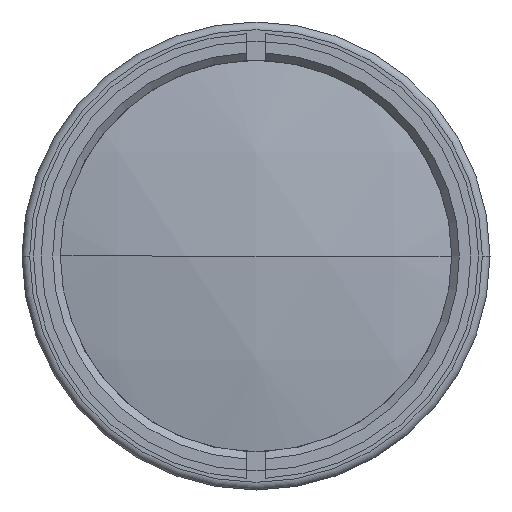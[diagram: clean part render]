
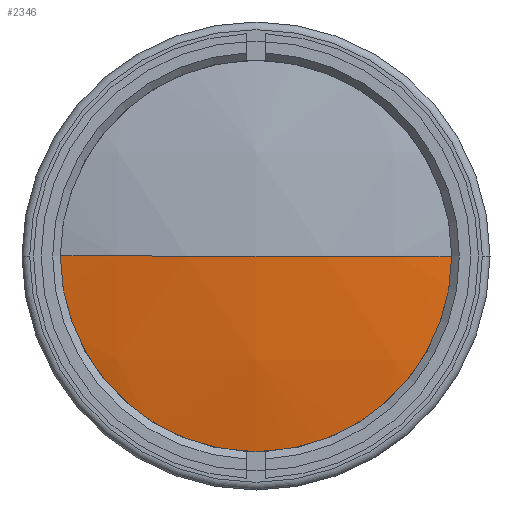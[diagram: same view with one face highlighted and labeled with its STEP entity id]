
A CAD part, left-side view. The second image highlights one B-rep face of the part: STEP entity #2346.
In plain terms, the highlighted spherical face has radius 124 mm.
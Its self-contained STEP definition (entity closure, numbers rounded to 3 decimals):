
#23 = ORIENTED_EDGE ( 'NONE', *, *, #2693, .F. ) ;
#25 = DIRECTION ( 'NONE',  ( 0., 0., -1. ) ) ;
#106 = AXIS2_PLACEMENT_3D ( 'NONE', #692, #3070, #3380 ) ;
#244 = DIRECTION ( 'NONE',  ( 0., 0., -1. ) ) ;
#354 = CARTESIAN_POINT ( 'NONE',  ( -107.34, 0., 0. ) ) ;
#378 = CARTESIAN_POINT ( 'NONE',  ( -104.365, -27., 0. ) ) ;
#435 = AXIS2_PLACEMENT_3D ( 'NONE', #1091, #244, #517 ) ;
#517 = DIRECTION ( 'NONE',  ( 0., 1., 0. ) ) ;
#592 = CARTESIAN_POINT ( 'NONE',  ( 16.66, 0., 0. ) ) ;
#653 = CIRCLE ( 'NONE', #2348, 124. ) ;
#692 = CARTESIAN_POINT ( 'NONE',  ( -104.365, 0., 0. ) ) ;
#766 = EDGE_CURVE ( 'NONE', #914, #3080, #1315, .T. ) ;
#914 = VERTEX_POINT ( 'NONE', #3227 ) ;
#1091 = CARTESIAN_POINT ( 'NONE',  ( 16.66, 0., 0. ) ) ;
#1111 = DIRECTION ( 'NONE',  ( 0., 1., 0. ) ) ;
#1232 = EDGE_LOOP ( 'NONE', ( #2707, #3159, #23 ) ) ;
#1299 = FACE_OUTER_BOUND ( 'NONE', #1232, .T. ) ;
#1315 = CIRCLE ( 'NONE', #106, 27. ) ;
#1428 = AXIS2_PLACEMENT_3D ( 'NONE', #592, #25, #1111 ) ;
#1584 = SPHERICAL_SURFACE ( 'NONE', #435, 124. ) ;
#1612 = VERTEX_POINT ( 'NONE', #354 ) ;
#2043 = CIRCLE ( 'NONE', #1428, 124. ) ;
#2346 = ADVANCED_FACE ( 'NONE', ( #1299 ), #1584, .T. ) ;
#2348 = AXIS2_PLACEMENT_3D ( 'NONE', #3152, #2388, #2915 ) ;
#2388 = DIRECTION ( 'NONE',  ( 0., 0., 1. ) ) ;
#2693 = EDGE_CURVE ( 'NONE', #914, #1612, #653, .T. ) ;
#2707 = ORIENTED_EDGE ( 'NONE', *, *, #766, .T. ) ;
#2915 = DIRECTION ( 'NONE',  ( 0., -1., 0. ) ) ;
#3070 = DIRECTION ( 'NONE',  ( -1., 0., 0. ) ) ;
#3080 = VERTEX_POINT ( 'NONE', #378 ) ;
#3152 = CARTESIAN_POINT ( 'NONE',  ( 16.66, 0., 0. ) ) ;
#3159 = ORIENTED_EDGE ( 'NONE', *, *, #3317, .T. ) ;
#3227 = CARTESIAN_POINT ( 'NONE',  ( -104.365, 27., 0. ) ) ;
#3317 = EDGE_CURVE ( 'NONE', #3080, #1612, #2043, .T. ) ;
#3380 = DIRECTION ( 'NONE',  ( 0., 0., 1. ) ) ;
